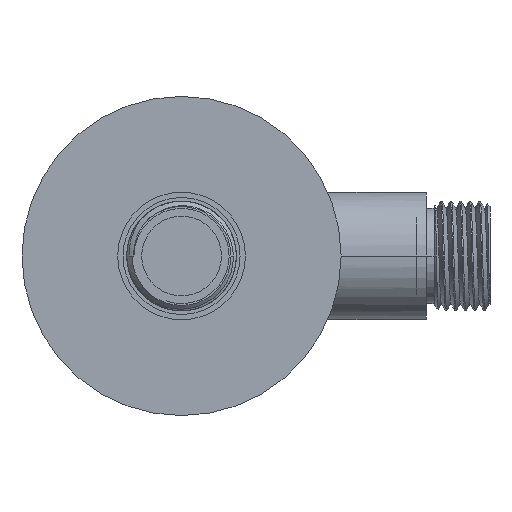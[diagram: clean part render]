
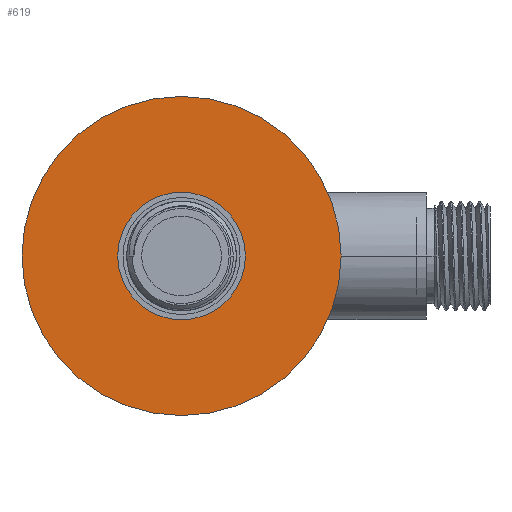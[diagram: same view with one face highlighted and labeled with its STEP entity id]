
A CAD part, left-side view. The second image highlights one B-rep face of the part: STEP entity #619.
In plain terms, the highlighted planar face has unit normal (-1, 0, 0).
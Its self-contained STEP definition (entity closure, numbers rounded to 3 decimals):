
#49=CARTESIAN_POINT('',(5.,0.,0.));
#50=DIRECTION('',(1.,0.,0.));
#51=DIRECTION('',(0.,1.,0.));
#52=AXIS2_PLACEMENT_3D('',#49,#50,#51);
#67=CARTESIAN_POINT('',(5.,0.,0.));
#68=DIRECTION('',(1.,0.,0.));
#69=DIRECTION('',(0.,-1.,0.));
#70=AXIS2_PLACEMENT_3D('',#67,#68,#69);
#236=CARTESIAN_POINT('',(5.,0.,0.));
#237=DIRECTION('',(1.,0.,0.));
#238=DIRECTION('',(0.,1.,0.));
#239=AXIS2_PLACEMENT_3D('',#236,#237,#238);
#241=CARTESIAN_POINT('',(5.,0.,0.));
#242=DIRECTION('',(-1.,0.,0.));
#243=DIRECTION('',(0.,1.,0.));
#244=AXIS2_PLACEMENT_3D('',#241,#242,#243);
#294=CARTESIAN_POINT('',(5.,30.,0.));
#295=CARTESIAN_POINT('',(5.,-30.,0.));
#296=VERTEX_POINT('',#294);
#297=VERTEX_POINT('',#295);
#302=CARTESIAN_POINT('',(5.,12.,0.));
#303=CARTESIAN_POINT('',(5.,-12.,0.));
#304=VERTEX_POINT('',#302);
#305=VERTEX_POINT('',#303);
#606=CARTESIAN_POINT('',(5.,0.,0.));
#607=DIRECTION('',(-1.,0.,0.));
#608=DIRECTION('',(0.,1.,0.));
#609=AXIS2_PLACEMENT_3D('',#606,#607,#608);
#610=PLANE('',#609);
#611=ORIENTED_EDGE('',*,*,#346,.T.);
#612=ORIENTED_EDGE('',*,*,#361,.F.);
#613=EDGE_LOOP('',(#611,#612));
#614=FACE_OUTER_BOUND('',#613,.F.);
#615=ORIENTED_EDGE('',*,*,#430,.F.);
#616=ORIENTED_EDGE('',*,*,#461,.F.);
#617=EDGE_LOOP('',(#615,#616));
#618=FACE_BOUND('',#617,.F.);
#53=CIRCLE('',#52,12.);
#71=CIRCLE('',#70,12.);
#240=CIRCLE('',#239,30.);
#245=CIRCLE('',#244,30.);
#346=EDGE_CURVE('',#296,#297,#240,.T.);
#361=EDGE_CURVE('',#296,#297,#245,.T.);
#430=EDGE_CURVE('',#304,#305,#53,.T.);
#461=EDGE_CURVE('',#305,#304,#71,.T.);
#619=ADVANCED_FACE('',(#614,#618),#610,.T.);
